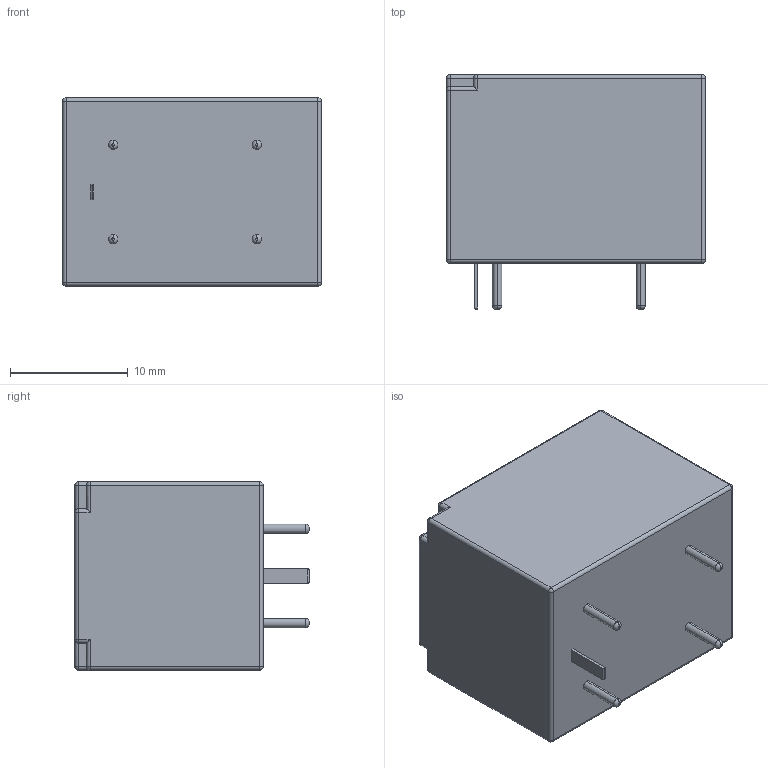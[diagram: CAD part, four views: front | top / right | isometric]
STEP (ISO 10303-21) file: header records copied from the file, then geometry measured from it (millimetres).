
FILE_DESCRIPTION (( 'STEP AP203' ), '1' );
FILE_NAME ('JS-M model.STEP', '2018-11-18T00:11:36', ( '' ), ( '' ), 'SwSTEP 2.0', 'SolidWorks 2018', '' );
FILE_SCHEMA (( 'CONFIG_CONTROL_DESIGN' ));
Length unit declared in the file: millimetre
Products named in the file (1): JS-M model
Bounding box: 22 x 19.9 x 16 mm (x, y, z)
Volume: 5622.9 mm3; surface area: 1941.9 mm2
Topology: 1 solids, 1 shells, 80 faces, 174 edges, 90 vertices
Faces by surface type: cylinder 36, plane 22, sphere 12, torus 8, bspline 2
Entity records: 2137 total; most frequent: CARTESIAN_POINT 397, DIRECTION 376, ORIENTED_EDGE 324, EDGE_CURVE 162, AXIS2_PLACEMENT_3D 149, VERTEX_POINT 90, EDGE_LOOP 86, FACE_OUTER_BOUND 80
